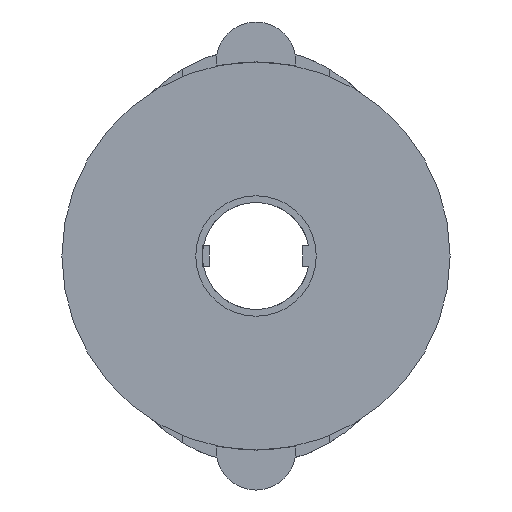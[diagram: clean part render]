
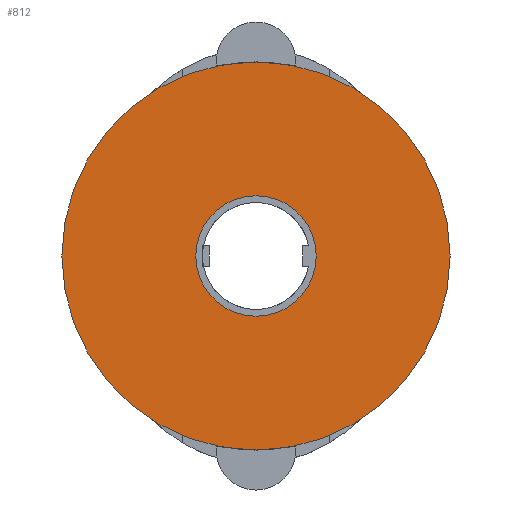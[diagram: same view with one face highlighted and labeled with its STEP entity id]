
A CAD part, front view. The second image highlights one B-rep face of the part: STEP entity #812.
In plain terms, the highlighted planar face has unit normal (0, -1, 0).
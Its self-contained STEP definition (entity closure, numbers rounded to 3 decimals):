
#224 = AXIS2_PLACEMENT_3D ( 'NONE', #2137, #2955, #571 ) ;
#468 = EDGE_LOOP ( 'NONE', ( #1731, #1868 ) ) ;
#538 = DIRECTION ( 'NONE',  ( 0., 1., 0. ) ) ;
#571 = DIRECTION ( 'NONE',  ( 0., 0., 1. ) ) ;
#719 = CARTESIAN_POINT ( 'NONE',  ( 0., -5.2, 0. ) ) ;
#812 = ADVANCED_FACE ( 'NONE', ( #1702, #2641 ), #3361, .F. ) ;
#844 = CIRCLE ( 'NONE', #5179, 4.5 ) ;
#988 = CARTESIAN_POINT ( 'NONE',  ( 0., -5.2, 4.5 ) ) ;
#1008 = VERTEX_POINT ( 'NONE', #2859 ) ;
#1141 = CARTESIAN_POINT ( 'NONE',  ( 0., -5.2, 0. ) ) ;
#1512 = EDGE_LOOP ( 'NONE', ( #2473, #2488 ) ) ;
#1702 = FACE_BOUND ( 'NONE', #1512, .T. ) ;
#1731 = ORIENTED_EDGE ( 'NONE', *, *, #4449, .F. ) ;
#1868 = ORIENTED_EDGE ( 'NONE', *, *, #2855, .F. ) ;
#2033 = CARTESIAN_POINT ( 'NONE',  ( 0., -5.2, 0. ) ) ;
#2137 = CARTESIAN_POINT ( 'NONE',  ( 0., -5.2, 0. ) ) ;
#2357 = DIRECTION ( 'NONE',  ( 0., 1., 0. ) ) ;
#2402 = VERTEX_POINT ( 'NONE', #988 ) ;
#2407 = DIRECTION ( 'NONE',  ( 0., 1., 0. ) ) ;
#2473 = ORIENTED_EDGE ( 'NONE', *, *, #4279, .T. ) ;
#2488 = ORIENTED_EDGE ( 'NONE', *, *, #3309, .T. ) ;
#2566 = DIRECTION ( 'NONE',  ( 0., 0., 1. ) ) ;
#2641 = FACE_OUTER_BOUND ( 'NONE', #468, .T. ) ;
#2732 = CIRCLE ( 'NONE', #224, 14.5 ) ;
#2807 = DIRECTION ( 'NONE',  ( 0., 1., 0. ) ) ;
#2855 = EDGE_CURVE ( 'NONE', #1008, #4599, #2732, .T. ) ;
#2859 = CARTESIAN_POINT ( 'NONE',  ( 0., -5.2, -14.5 ) ) ;
#2901 = AXIS2_PLACEMENT_3D ( 'NONE', #1141, #2807, #3117 ) ;
#2955 = DIRECTION ( 'NONE',  ( 0., 1., 0. ) ) ;
#2973 = CARTESIAN_POINT ( 'NONE',  ( 0., -5.2, 0. ) ) ;
#3012 = VERTEX_POINT ( 'NONE', #5271 ) ;
#3068 = CARTESIAN_POINT ( 'NONE',  ( 0., -5.2, 14.5 ) ) ;
#3095 = DIRECTION ( 'NONE',  ( 0., 0., 1. ) ) ;
#3117 = DIRECTION ( 'NONE',  ( 0., 0., 1. ) ) ;
#3309 = EDGE_CURVE ( 'NONE', #3012, #2402, #5259, .T. ) ;
#3361 = PLANE ( 'NONE',  #3886 ) ;
#3536 = AXIS2_PLACEMENT_3D ( 'NONE', #2033, #2407, #4120 ) ;
#3886 = AXIS2_PLACEMENT_3D ( 'NONE', #2973, #538, #2566 ) ;
#4046 = CIRCLE ( 'NONE', #3536, 14.5 ) ;
#4120 = DIRECTION ( 'NONE',  ( 0., 0., 1. ) ) ;
#4279 = EDGE_CURVE ( 'NONE', #2402, #3012, #844, .T. ) ;
#4449 = EDGE_CURVE ( 'NONE', #4599, #1008, #4046, .T. ) ;
#4599 = VERTEX_POINT ( 'NONE', #3068 ) ;
#5179 = AXIS2_PLACEMENT_3D ( 'NONE', #719, #2357, #3095 ) ;
#5259 = CIRCLE ( 'NONE', #2901, 4.5 ) ;
#5271 = CARTESIAN_POINT ( 'NONE',  ( 0., -5.2, -4.5 ) ) ;
